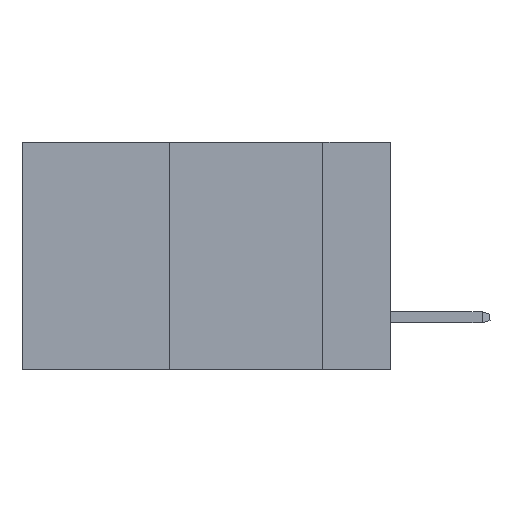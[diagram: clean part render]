
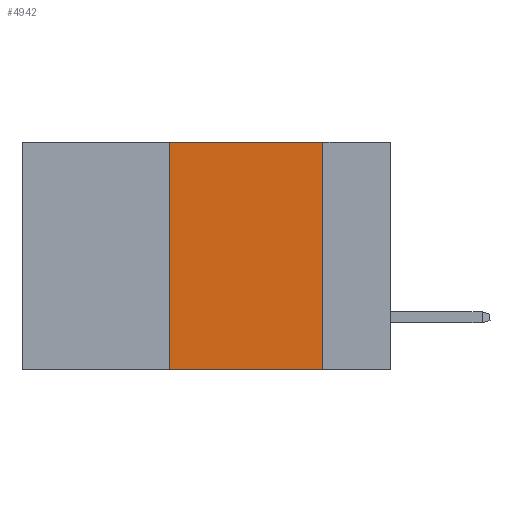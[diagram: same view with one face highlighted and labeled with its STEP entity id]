
A CAD part, left-side view. The second image highlights one B-rep face of the part: STEP entity #4942.
In plain terms, the highlighted planar face has unit normal (-1, 0, 0).
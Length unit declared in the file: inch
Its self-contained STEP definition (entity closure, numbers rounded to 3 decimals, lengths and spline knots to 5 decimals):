
#1762 = PLANE ( 'NONE',  #28375 ) ;
#1883 = DIRECTION ( 'NONE',  ( 1., 0., 0. ) ) ;
#2322 = CARTESIAN_POINT ( 'NONE',  ( 0., 0.6, -0.37 ) ) ;
#2742 = CARTESIAN_POINT ( 'NONE',  ( 0., 0.36, 0. ) ) ;
#2879 = CARTESIAN_POINT ( 'NONE',  ( 0., 0.6, 0. ) ) ;
#3347 = EDGE_CURVE ( 'NONE', #22486, #19500, #27867, .T. ) ;
#4461 = EDGE_LOOP ( 'NONE', ( #20411, #14682, #13180, #9134 ) ) ;
#4942 = ADVANCED_FACE ( 'NONE', ( #12644 ), #1762, .F. ) ;
#5075 = VECTOR ( 'NONE', #5530, 39.37008 ) ;
#5530 = DIRECTION ( 'NONE',  ( 0., -1., 0. ) ) ;
#6706 = CARTESIAN_POINT ( 'NONE',  ( 0., 0.36, -0.37 ) ) ;
#7612 = DIRECTION ( 'NONE',  ( 0., -1., 0. ) ) ;
#7901 = CARTESIAN_POINT ( 'NONE',  ( 0., 0.11, 0. ) ) ;
#9134 = ORIENTED_EDGE ( 'NONE', *, *, #3347, .T. ) ;
#9297 = EDGE_CURVE ( 'NONE', #9556, #19500, #23720, .T. ) ;
#9556 = VERTEX_POINT ( 'NONE', #11481 ) ;
#10620 = DIRECTION ( 'NONE',  ( 0., 0., 1. ) ) ;
#11481 = CARTESIAN_POINT ( 'NONE',  ( 0., 0.11, 0. ) ) ;
#12644 = FACE_OUTER_BOUND ( 'NONE', #4461, .T. ) ;
#12835 = LINE ( 'NONE', #2879, #5075 ) ;
#13125 = CARTESIAN_POINT ( 'NONE',  ( 0., 0.36, 0. ) ) ;
#13180 = ORIENTED_EDGE ( 'NONE', *, *, #26790, .F. ) ;
#14682 = ORIENTED_EDGE ( 'NONE', *, *, #27957, .F. ) ;
#16209 = VECTOR ( 'NONE', #10620, 39.37008 ) ;
#17560 = CARTESIAN_POINT ( 'NONE',  ( 0., 0.6, 0. ) ) ;
#17898 = CARTESIAN_POINT ( 'NONE',  ( 0., 0.11, -0.37 ) ) ;
#19500 = VERTEX_POINT ( 'NONE', #17898 ) ;
#20169 = DIRECTION ( 'NONE',  ( 0., 0., -1. ) ) ;
#20411 = ORIENTED_EDGE ( 'NONE', *, *, #9297, .F. ) ;
#20936 = VECTOR ( 'NONE', #7612, 39.37008 ) ;
#22111 = VERTEX_POINT ( 'NONE', #2742 ) ;
#22486 = VERTEX_POINT ( 'NONE', #6706 ) ;
#23161 = LINE ( 'NONE', #13125, #16209 ) ;
#23636 = DIRECTION ( 'NONE',  ( 0., 0., -1. ) ) ;
#23720 = LINE ( 'NONE', #7901, #29768 ) ;
#26790 = EDGE_CURVE ( 'NONE', #22486, #22111, #23161, .T. ) ;
#27867 = LINE ( 'NONE', #2322, #20936 ) ;
#27957 = EDGE_CURVE ( 'NONE', #22111, #9556, #12835, .T. ) ;
#28375 = AXIS2_PLACEMENT_3D ( 'NONE', #17560, #1883, #20169 ) ;
#29768 = VECTOR ( 'NONE', #23636, 39.37008 ) ;
